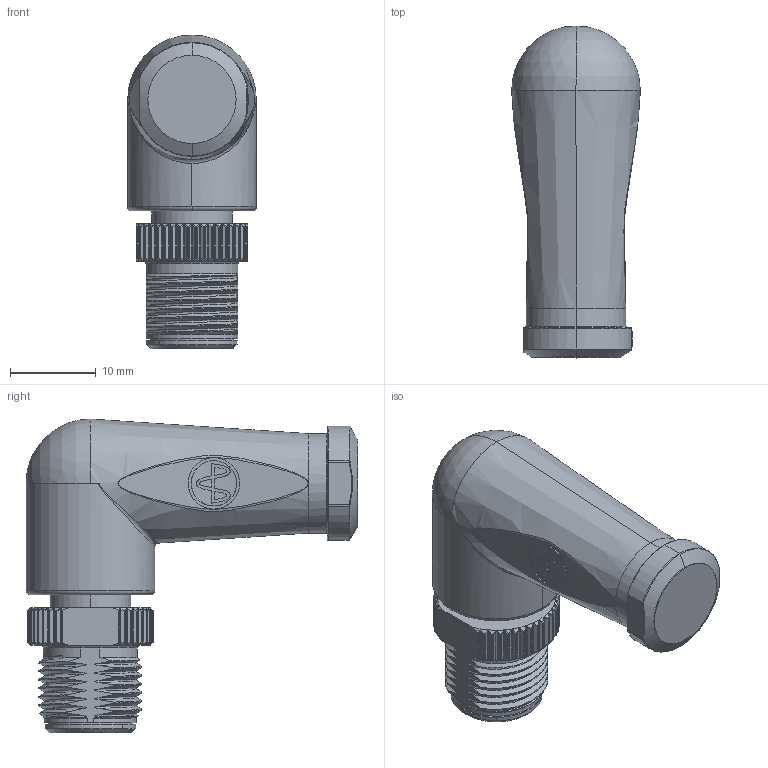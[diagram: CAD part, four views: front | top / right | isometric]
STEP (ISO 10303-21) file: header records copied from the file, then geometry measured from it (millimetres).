
FILE_DESCRIPTION (( 'STEP AP214' ), '1' );
FILE_NAME ('Customer-BB2096A0210-M12MA_5A_Yamaichi.STEP', '2020-09-30T13:07:24', ( '' ), ( '' ), 'SwSTEP 2.0', 'SolidWorks 2018', '' );
FILE_SCHEMA (( 'AUTOMOTIVE_DESIGN' ));
Length unit declared in the file: millimetre
Products named in the file (1): Customer-BB2096A0210-M12MA_5A_Yamaichi
Bounding box: 15 x 38.7 x 36.6 mm (x, y, z)
Volume: 7709.7 mm3; surface area: 3462.9 mm2
Topology: 1 solids, 1 shells, 899 faces, 2070 edges, 1158 vertices
Faces by surface type: bspline 303, cylinder 197, sphere 166, plane 116, torus 96, cone 21
Entity records: 54484 total; most frequent: CARTESIAN_POINT 34201, ORIENTED_EDGE 4046, DIRECTION 3449, EDGE_CURVE 2023, AXIS2_PLACEMENT_3D 1519, VERTEX_POINT 1153, EDGE_LOOP 926, CIRCLE 922
